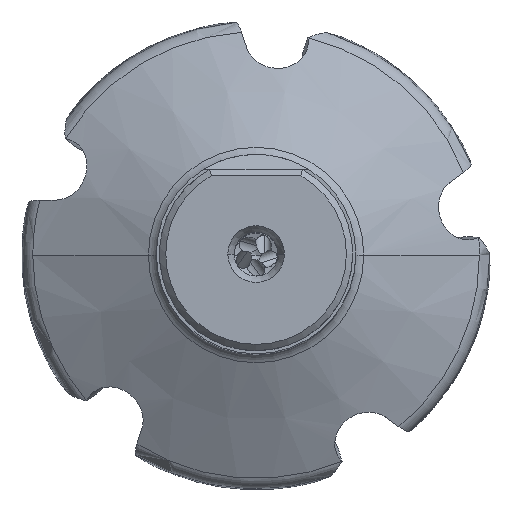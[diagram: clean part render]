
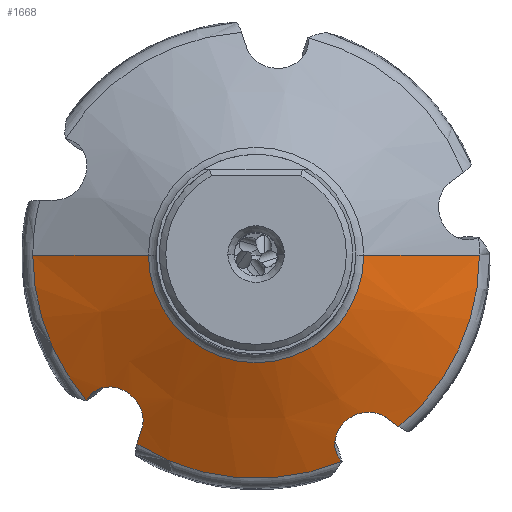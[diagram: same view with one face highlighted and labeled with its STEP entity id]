
A CAD part, top view. The second image highlights one B-rep face of the part: STEP entity #1668.
In plain terms, the highlighted conical face has half-angle 63 degrees and reference radius 26.336 mm.
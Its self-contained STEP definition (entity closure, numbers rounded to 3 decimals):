
#417=B_SPLINE_CURVE_WITH_KNOTS('',3,(#16497,#16498,#16499,#16500,#16501,
#16502,#16503,#16504,#16505,#16506),.UNSPECIFIED.,.F.,.F.,(4,2,2,2,4),(0.,
0.25,0.5,0.75,1.),.UNSPECIFIED.);
#423=B_SPLINE_CURVE_WITH_KNOTS('',3,(#16576,#16577,#16578,#16579,#16580,
#16581),.UNSPECIFIED.,.F.,.F.,(4,1,1,4),(0.,0.333,0.667,
1.),.UNSPECIFIED.);
#494=B_SPLINE_CURVE_WITH_KNOTS('',3,(#17972,#17973,#17974,#17975,#17976,
#17977,#17978,#17979,#17980,#17981),.UNSPECIFIED.,.F.,.F.,(4,2,2,2,4),(0.,
0.25,0.5,0.75,1.),.UNSPECIFIED.);
#495=B_SPLINE_CURVE_WITH_KNOTS('',3,(#17983,#17984,#17985,#17986,#17987,
#17988),.UNSPECIFIED.,.F.,.F.,(4,1,1,4),(0.,0.333,0.667,
1.),.UNSPECIFIED.);
#1668=ADVANCED_FACE('',(#2350),#2268,.T.);
#2268=CONICAL_SURFACE('',#11900,26.336,63.);
#2350=FACE_OUTER_BOUND('',#2974,.T.);
#2974=EDGE_LOOP('',(#4494,#4495,#4496,#4497,#4498,#4499,#4500,#4501,#4502,
#4503,#4504));
#3638=CIRCLE('',#11893,35.533);
#3639=CIRCLE('',#11894,35.533);
#3640=CIRCLE('',#11897,17.138);
#3641=CIRCLE('',#11898,35.533);
#3642=CIRCLE('',#11899,35.533);
#4494=ORIENTED_EDGE('',*,*,#9178,.F.);
#4495=ORIENTED_EDGE('',*,*,#9177,.F.);
#4496=ORIENTED_EDGE('',*,*,#9173,.F.);
#4497=ORIENTED_EDGE('',*,*,#9180,.T.);
#4498=ORIENTED_EDGE('',*,*,#9171,.F.);
#4499=ORIENTED_EDGE('',*,*,#9181,.F.);
#4500=ORIENTED_EDGE('',*,*,#9182,.F.);
#4501=ORIENTED_EDGE('',*,*,#9183,.F.);
#4502=ORIENTED_EDGE('',*,*,#9184,.F.);
#4503=ORIENTED_EDGE('',*,*,#9038,.F.);
#4504=ORIENTED_EDGE('',*,*,#9049,.F.);
#7813=VERTEX_POINT('',#16507);
#7814=VERTEX_POINT('',#16508);
#7823=VERTEX_POINT('',#16574);
#7925=VERTEX_POINT('',#17940);
#7926=VERTEX_POINT('',#17942);
#7927=VERTEX_POINT('',#17944);
#7928=VERTEX_POINT('',#17946);
#7929=VERTEX_POINT('',#17959);
#7930=VERTEX_POINT('',#17971);
#7931=VERTEX_POINT('',#17982);
#7932=VERTEX_POINT('',#17989);
#9038=EDGE_CURVE('',#7813,#7814,#417,.T.);
#9049=EDGE_CURVE('',#7823,#7813,#423,.T.);
#9171=EDGE_CURVE('',#7925,#7926,#10808,.T.);
#9173=EDGE_CURVE('',#7927,#7928,#10809,.T.);
#9177=EDGE_CURVE('',#7928,#7929,#3638,.T.);
#9178=EDGE_CURVE('',#7929,#7823,#3639,.T.);
#9180=EDGE_CURVE('',#7927,#7926,#3640,.T.);
#9181=EDGE_CURVE('',#7930,#7925,#3641,.T.);
#9182=EDGE_CURVE('',#7931,#7930,#494,.T.);
#9183=EDGE_CURVE('',#7932,#7931,#495,.T.);
#9184=EDGE_CURVE('',#7814,#7932,#3642,.T.);
#10808=LINE('',#17941,#11215);
#10809=LINE('',#17945,#11216);
#11215=VECTOR('',#13285,1.);
#11216=VECTOR('',#13288,1.);
#11893=AXIS2_PLACEMENT_3D('',#17958,#13299,#13300);
#11894=AXIS2_PLACEMENT_3D('',#17960,#13301,#13302);
#11897=AXIS2_PLACEMENT_3D('',#17969,#13307,#13308);
#11898=AXIS2_PLACEMENT_3D('',#17970,#13309,#13310);
#11899=AXIS2_PLACEMENT_3D('',#17990,#13311,#13312);
#11900=AXIS2_PLACEMENT_3D('',#17991,#13313,#13314);
#13285=DIRECTION('',(0.891,0.,0.454));
#13288=DIRECTION('',(0.891,0.,-0.454));
#13299=DIRECTION('',(0.,0.,-1.));
#13300=DIRECTION('',(1.,0.,0.));
#13301=DIRECTION('',(0.,0.,-1.));
#13302=DIRECTION('',(1.,-0.001,0.));
#13307=DIRECTION('',(0.,0.,-1.));
#13308=DIRECTION('',(1.,0.,0.));
#13309=DIRECTION('',(0.,0.,-1.));
#13310=DIRECTION('',(-0.76,-0.65,0.));
#13311=DIRECTION('',(0.,0.,-1.));
#13312=DIRECTION('',(0.384,-0.924,0.));
#13313=DIRECTION('',(0.,0.,-1.));
#13314=DIRECTION('',(-1.,0.,0.));
#16497=CARTESIAN_POINT('',(20.586,-25.792,-97.842));
#16498=CARTESIAN_POINT('',(19.669,-25.138,-97.29));
#16499=CARTESIAN_POINT('',(18.476,-24.87,-96.804));
#16500=CARTESIAN_POINT('',(16.073,-25.181,-96.239));
#16501=CARTESIAN_POINT('',(14.88,-25.767,-96.176));
#16502=CARTESIAN_POINT('',(13.138,-27.49,-96.54));
#16503=CARTESIAN_POINT('',(12.591,-28.634,-96.963));
#16504=CARTESIAN_POINT('',(12.449,-30.882,-97.991));
#16505=CARTESIAN_POINT('',(12.847,-31.995,-98.594));
#16506=CARTESIAN_POINT('',(13.629,-32.816,-99.132));
#16507=CARTESIAN_POINT('',(20.586,-25.792,-97.842));
#16508=CARTESIAN_POINT('',(13.629,-32.816,-99.132));
#16574=CARTESIAN_POINT('',(22.726,-27.316,-99.132));
#16576=CARTESIAN_POINT('',(22.726,-27.316,-99.132));
#16577=CARTESIAN_POINT('',(22.488,-27.147,-98.989));
#16578=CARTESIAN_POINT('',(22.013,-26.808,-98.702));
#16579=CARTESIAN_POINT('',(21.3,-26.3,-98.271));
#16580=CARTESIAN_POINT('',(20.824,-25.961,-97.985));
#16581=CARTESIAN_POINT('',(20.586,-25.792,-97.842));
#17940=CARTESIAN_POINT('',(-35.533,0.,-99.132));
#17941=CARTESIAN_POINT('',(-35.533,0.,-99.132));
#17942=CARTESIAN_POINT('',(-17.138,0.,-89.76));
#17944=CARTESIAN_POINT('',(17.138,0.,-89.76));
#17945=CARTESIAN_POINT('',(17.138,0.,-89.76));
#17946=CARTESIAN_POINT('',(35.533,0.,-99.132));
#17958=CARTESIAN_POINT('',(0.,0.,-99.132));
#17959=CARTESIAN_POINT('',(35.533,-0.019,-99.132));
#17960=CARTESIAN_POINT('',(0.,0.,-99.132));
#17969=CARTESIAN_POINT('',(0.,0.,-89.76));
#17970=CARTESIAN_POINT('',(0.,0.,-99.132));
#17971=CARTESIAN_POINT('',(-26.998,-23.102,-99.132));
#17972=CARTESIAN_POINT('',(-18.168,-27.549,-97.842));
#17973=CARTESIAN_POINT('',(-17.829,-26.474,-97.29));
#17974=CARTESIAN_POINT('',(-17.943,-25.257,-96.804));
#17975=CARTESIAN_POINT('',(-18.981,-23.067,-96.239));
#17976=CARTESIAN_POINT('',(-19.908,-22.114,-96.176));
#17977=CARTESIAN_POINT('',(-22.085,-20.99,-96.54));
#17978=CARTESIAN_POINT('',(-23.342,-20.823,-96.963));
#17979=CARTESIAN_POINT('',(-25.524,-21.383,-97.991));
#17980=CARTESIAN_POINT('',(-26.46,-22.105,-98.594));
#17981=CARTESIAN_POINT('',(-26.998,-23.102,-99.132));
#17982=CARTESIAN_POINT('',(-18.168,-27.549,-97.842));
#17983=CARTESIAN_POINT('',(-18.956,-30.055,-99.132));
#17984=CARTESIAN_POINT('',(-18.869,-29.776,-98.989));
#17985=CARTESIAN_POINT('',(-18.694,-29.22,-98.702));
#17986=CARTESIAN_POINT('',(-18.431,-28.385,-98.271));
#17987=CARTESIAN_POINT('',(-18.256,-27.828,-97.985));
#17988=CARTESIAN_POINT('',(-18.168,-27.549,-97.842));
#17989=CARTESIAN_POINT('',(-18.956,-30.055,-99.132));
#17990=CARTESIAN_POINT('',(0.,0.,-99.132));
#17991=CARTESIAN_POINT('',(0.,0.,-94.446));
